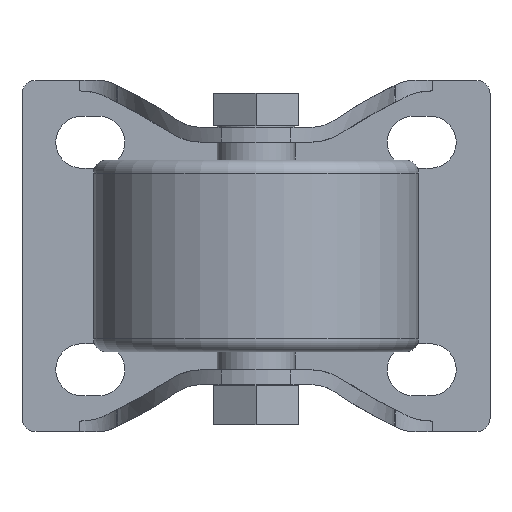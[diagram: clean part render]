
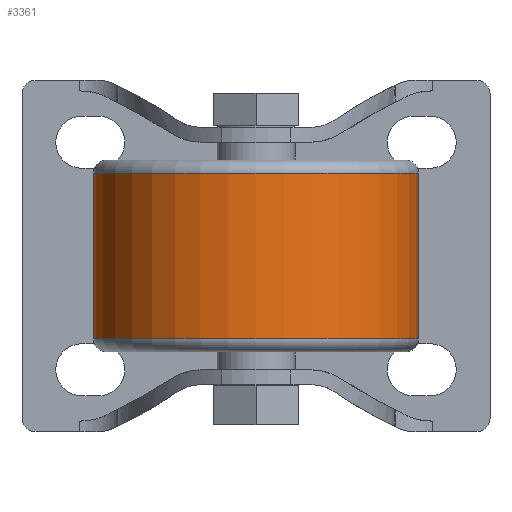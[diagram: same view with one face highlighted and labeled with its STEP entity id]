
A CAD part, front view. The second image highlights one B-rep face of the part: STEP entity #3361.
In plain terms, the highlighted cylindrical face has radius 25 mm (diameter 50 mm), a partial arc.
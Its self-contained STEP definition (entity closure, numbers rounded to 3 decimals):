
#267 = EDGE_CURVE ( 'NONE', #2083, #882, #4225, .T. ) ;
#357 = DIRECTION ( 'NONE',  ( 0., 0., 1. ) ) ;
#682 = EDGE_CURVE ( 'NONE', #2019, #4226, #3894, .T. ) ;
#882 = VERTEX_POINT ( 'NONE', #2033 ) ;
#994 = CARTESIAN_POINT ( 'NONE',  ( 0., -47.57, -12.75 ) ) ;
#1105 = AXIS2_PLACEMENT_3D ( 'NONE', #3825, #1808, #5045 ) ;
#1194 = LINE ( 'NONE', #1593, #3499 ) ;
#1426 = AXIS2_PLACEMENT_3D ( 'NONE', #3363, #3311, #2849 ) ;
#1593 = CARTESIAN_POINT ( 'NONE',  ( 25., -47.57, 14.75 ) ) ;
#1605 = AXIS2_PLACEMENT_3D ( 'NONE', #994, #4560, #5043 ) ;
#1808 = DIRECTION ( 'NONE',  ( 0., 0., 1. ) ) ;
#2019 = VERTEX_POINT ( 'NONE', #3954 ) ;
#2033 = CARTESIAN_POINT ( 'NONE',  ( -25., -47.57, 12.75 ) ) ;
#2083 = VERTEX_POINT ( 'NONE', #3294 ) ;
#2679 = ORIENTED_EDGE ( 'NONE', *, *, #682, .T. ) ;
#2849 = DIRECTION ( 'NONE',  ( 1., 0., 0. ) ) ;
#3179 = ORIENTED_EDGE ( 'NONE', *, *, #267, .T. ) ;
#3196 = DIRECTION ( 'NONE',  ( 0., 0., 1. ) ) ;
#3294 = CARTESIAN_POINT ( 'NONE',  ( 25., -47.57, 12.75 ) ) ;
#3311 = DIRECTION ( 'NONE',  ( 0., 0., -1. ) ) ;
#3361 = ADVANCED_FACE ( 'NONE', ( #3802 ), #4619, .T. ) ;
#3363 = CARTESIAN_POINT ( 'NONE',  ( 0., -47.57, 12.75 ) ) ;
#3499 = VECTOR ( 'NONE', #357, 1000. ) ;
#3567 = LINE ( 'NONE', #4013, #4997 ) ;
#3694 = CARTESIAN_POINT ( 'NONE',  ( 25., -47.57, -12.75 ) ) ;
#3802 = FACE_OUTER_BOUND ( 'NONE', #4511, .T. ) ;
#3825 = CARTESIAN_POINT ( 'NONE',  ( 0., -47.57, 14.75 ) ) ;
#3894 = CIRCLE ( 'NONE', #1605, 25. ) ;
#3954 = CARTESIAN_POINT ( 'NONE',  ( -25., -47.57, -12.75 ) ) ;
#4013 = CARTESIAN_POINT ( 'NONE',  ( -25., -47.57, 14.75 ) ) ;
#4146 = EDGE_CURVE ( 'NONE', #4226, #2083, #1194, .T. ) ;
#4225 = CIRCLE ( 'NONE', #1426, 25. ) ;
#4226 = VERTEX_POINT ( 'NONE', #3694 ) ;
#4235 = ORIENTED_EDGE ( 'NONE', *, *, #4146, .T. ) ;
#4499 = EDGE_CURVE ( 'NONE', #2019, #882, #3567, .T. ) ;
#4511 = EDGE_LOOP ( 'NONE', ( #2679, #4235, #3179, #4982 ) ) ;
#4560 = DIRECTION ( 'NONE',  ( 0., 0., 1. ) ) ;
#4619 = CYLINDRICAL_SURFACE ( 'NONE', #1105, 25. ) ;
#4982 = ORIENTED_EDGE ( 'NONE', *, *, #4499, .F. ) ;
#4997 = VECTOR ( 'NONE', #3196, 1000. ) ;
#5043 = DIRECTION ( 'NONE',  ( 1., 0., 0. ) ) ;
#5045 = DIRECTION ( 'NONE',  ( -1., 0., 0. ) ) ;
